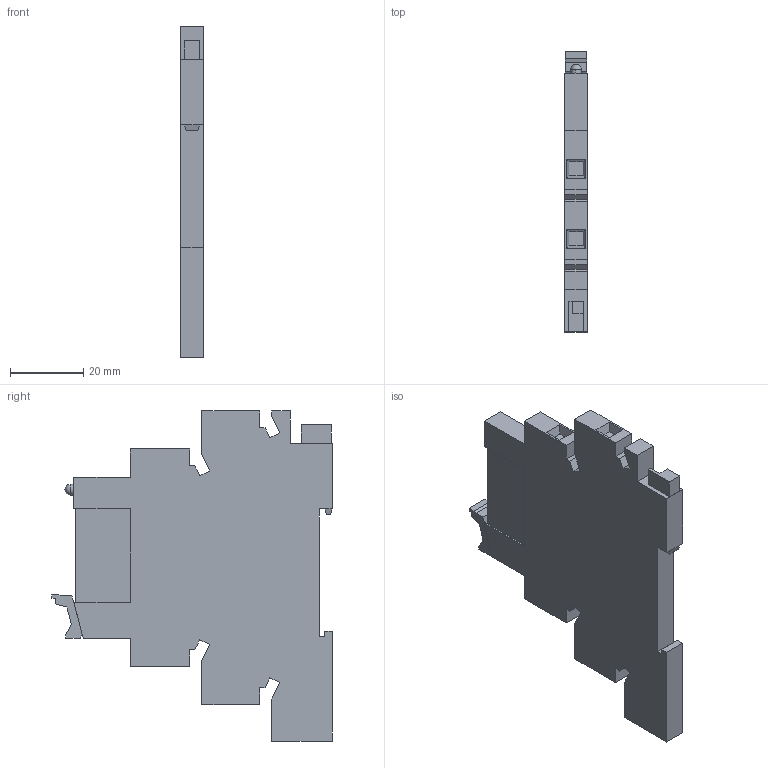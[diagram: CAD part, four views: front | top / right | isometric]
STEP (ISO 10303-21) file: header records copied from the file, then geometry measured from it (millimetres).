
FILE_DESCRIPTION (( 'STEP AP214' ), '1' );
FILE_NAME ('3812830.STEP', '2018-03-23T13:50:08', ( '' ), ( '' ), 'SwSTEP 2.0', 'SolidWorks 2017', '' );
FILE_SCHEMA (( 'AUTOMOTIVE_DESIGN' ));
Length unit declared in the file: millimetre
Products named in the file (3): 3812830; 3812830B; 3812830A
Assembly tree (2 placements, depth 2):
  3812830
    3812830A
    3812830B
Bounding box: 6.2 x 76.69 x 90.31 mm (x, y, z)
Volume: 27651.5 mm3; surface area: 12926.2 mm2
Topology: 2 solids, 2 shells, 160 faces, 416 edges, 276 vertices
Faces by surface type: plane 147, cylinder 12, sphere 1
Entity records: 5625 total; most frequent: CARTESIAN_POINT 852, ORIENTED_EDGE 826, DIRECTION 767, EDGE_CURVE 413, VECTOR 389, LINE 389, VERTEX_POINT 274, AXIS2_PLACEMENT_3D 189
